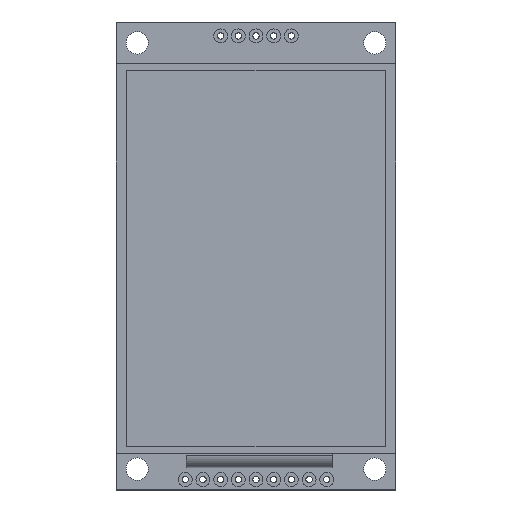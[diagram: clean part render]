
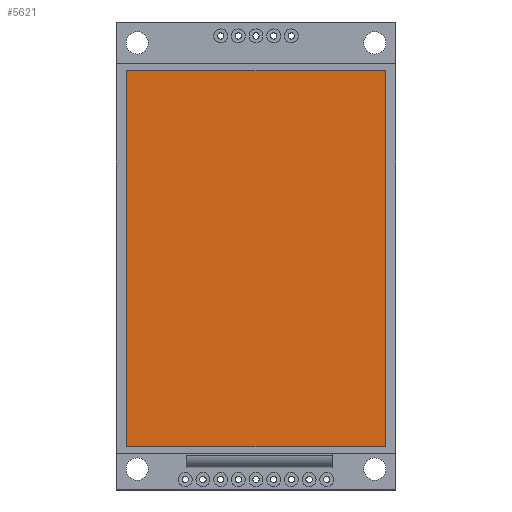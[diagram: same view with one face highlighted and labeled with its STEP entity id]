
A CAD part, top view. The second image highlights one B-rep face of the part: STEP entity #5621.
In plain terms, the highlighted planar face has unit normal (0, 0, 1).
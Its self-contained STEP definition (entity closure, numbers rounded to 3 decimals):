
#1955 = PLANE('',#1956);
#1956 = AXIS2_PLACEMENT_3D('',#1957,#1958,#1959);
#1957 = CARTESIAN_POINT('',(1.5,60.2,4.07));
#1958 = DIRECTION('',(0.,-1.,0.));
#1959 = DIRECTION('',(1.,0.,0.));
#1983 = PLANE('',#1984);
#1984 = AXIS2_PLACEMENT_3D('',#1985,#1986,#1987);
#1985 = CARTESIAN_POINT('',(1.5,6.2,4.07));
#1986 = DIRECTION('',(1.,0.,0.));
#1987 = DIRECTION('',(0.,1.,0.));
#2011 = PLANE('',#2012);
#2012 = AXIS2_PLACEMENT_3D('',#2013,#2014,#2015);
#2013 = CARTESIAN_POINT('',(38.6,6.2,4.07));
#2014 = DIRECTION('',(0.,1.,0.));
#2015 = DIRECTION('',(-1.,0.,0.));
#2037 = PLANE('',#2038);
#2038 = AXIS2_PLACEMENT_3D('',#2039,#2040,#2041);
#2039 = CARTESIAN_POINT('',(38.6,60.2,4.07));
#2040 = DIRECTION('',(-1.,0.,0.));
#2041 = DIRECTION('',(0.,-1.,0.));
#3418 = VERTEX_POINT('',#3419);
#3419 = CARTESIAN_POINT('',(1.5,60.2,3.97));
#3440 = EDGE_CURVE('',#3418,#3441,#3443,.T.);
#3441 = VERTEX_POINT('',#3442);
#3442 = CARTESIAN_POINT('',(38.6,60.2,3.97));
#3443 = SURFACE_CURVE('',#3444,(#3448,#3455),.PCURVE_S1.);
#3444 = LINE('',#3445,#3446);
#3445 = CARTESIAN_POINT('',(1.5,60.2,3.97));
#3446 = VECTOR('',#3447,1.);
#3447 = DIRECTION('',(1.,0.,0.));
#3448 = PCURVE('',#1955,#3449);
#3449 = DEFINITIONAL_REPRESENTATION('',(#3450),#3454);
#3450 = LINE('',#3451,#3452);
#3451 = CARTESIAN_POINT('',(0.,-0.1));
#3452 = VECTOR('',#3453,1.);
#3453 = DIRECTION('',(1.,0.));
#3454 = ( GEOMETRIC_REPRESENTATION_CONTEXT(2) 
PARAMETRIC_REPRESENTATION_CONTEXT() REPRESENTATION_CONTEXT('2D SPACE',''
  ) );
#3455 = PCURVE('',#3456,#3461);
#3456 = PLANE('',#3457);
#3457 = AXIS2_PLACEMENT_3D('',#3458,#3459,#3460);
#3458 = CARTESIAN_POINT('',(20.05,33.2,3.97));
#3459 = DIRECTION('',(-0.,-0.,-1.));
#3460 = DIRECTION('',(-1.,0.,0.));
#3461 = DEFINITIONAL_REPRESENTATION('',(#3462),#3466);
#3462 = LINE('',#3463,#3464);
#3463 = CARTESIAN_POINT('',(18.55,27.));
#3464 = VECTOR('',#3465,1.);
#3465 = DIRECTION('',(-1.,0.));
#3466 = ( GEOMETRIC_REPRESENTATION_CONTEXT(2) 
PARAMETRIC_REPRESENTATION_CONTEXT() REPRESENTATION_CONTEXT('2D SPACE',''
  ) );
#3494 = EDGE_CURVE('',#3441,#3495,#3497,.T.);
#3495 = VERTEX_POINT('',#3496);
#3496 = CARTESIAN_POINT('',(38.6,6.2,3.97));
#3497 = SURFACE_CURVE('',#3498,(#3502,#3509),.PCURVE_S1.);
#3498 = LINE('',#3499,#3500);
#3499 = CARTESIAN_POINT('',(38.6,60.2,3.97));
#3500 = VECTOR('',#3501,1.);
#3501 = DIRECTION('',(0.,-1.,0.));
#3502 = PCURVE('',#2037,#3503);
#3503 = DEFINITIONAL_REPRESENTATION('',(#3504),#3508);
#3504 = LINE('',#3505,#3506);
#3505 = CARTESIAN_POINT('',(0.,-0.1));
#3506 = VECTOR('',#3507,1.);
#3507 = DIRECTION('',(1.,0.));
#3508 = ( GEOMETRIC_REPRESENTATION_CONTEXT(2) 
PARAMETRIC_REPRESENTATION_CONTEXT() REPRESENTATION_CONTEXT('2D SPACE',''
  ) );
#3509 = PCURVE('',#3456,#3510);
#3510 = DEFINITIONAL_REPRESENTATION('',(#3511),#3515);
#3511 = LINE('',#3512,#3513);
#3512 = CARTESIAN_POINT('',(-18.55,27.));
#3513 = VECTOR('',#3514,1.);
#3514 = DIRECTION('',(0.,-1.));
#3515 = ( GEOMETRIC_REPRESENTATION_CONTEXT(2) 
PARAMETRIC_REPRESENTATION_CONTEXT() REPRESENTATION_CONTEXT('2D SPACE',''
  ) );
#3543 = EDGE_CURVE('',#3495,#3544,#3546,.T.);
#3544 = VERTEX_POINT('',#3545);
#3545 = CARTESIAN_POINT('',(1.5,6.2,3.97));
#3546 = SURFACE_CURVE('',#3547,(#3551,#3558),.PCURVE_S1.);
#3547 = LINE('',#3548,#3549);
#3548 = CARTESIAN_POINT('',(38.6,6.2,3.97));
#3549 = VECTOR('',#3550,1.);
#3550 = DIRECTION('',(-1.,0.,0.));
#3551 = PCURVE('',#2011,#3552);
#3552 = DEFINITIONAL_REPRESENTATION('',(#3553),#3557);
#3553 = LINE('',#3554,#3555);
#3554 = CARTESIAN_POINT('',(0.,-0.1));
#3555 = VECTOR('',#3556,1.);
#3556 = DIRECTION('',(1.,0.));
#3557 = ( GEOMETRIC_REPRESENTATION_CONTEXT(2) 
PARAMETRIC_REPRESENTATION_CONTEXT() REPRESENTATION_CONTEXT('2D SPACE',''
  ) );
#3558 = PCURVE('',#3456,#3559);
#3559 = DEFINITIONAL_REPRESENTATION('',(#3560),#3564);
#3560 = LINE('',#3561,#3562);
#3561 = CARTESIAN_POINT('',(-18.55,-27.));
#3562 = VECTOR('',#3563,1.);
#3563 = DIRECTION('',(1.,0.));
#3564 = ( GEOMETRIC_REPRESENTATION_CONTEXT(2) 
PARAMETRIC_REPRESENTATION_CONTEXT() REPRESENTATION_CONTEXT('2D SPACE',''
  ) );
#3592 = EDGE_CURVE('',#3544,#3418,#3593,.T.);
#3593 = SURFACE_CURVE('',#3594,(#3598,#3605),.PCURVE_S1.);
#3594 = LINE('',#3595,#3596);
#3595 = CARTESIAN_POINT('',(1.5,6.2,3.97));
#3596 = VECTOR('',#3597,1.);
#3597 = DIRECTION('',(0.,1.,0.));
#3598 = PCURVE('',#1983,#3599);
#3599 = DEFINITIONAL_REPRESENTATION('',(#3600),#3604);
#3600 = LINE('',#3601,#3602);
#3601 = CARTESIAN_POINT('',(0.,-0.1));
#3602 = VECTOR('',#3603,1.);
#3603 = DIRECTION('',(1.,0.));
#3604 = ( GEOMETRIC_REPRESENTATION_CONTEXT(2) 
PARAMETRIC_REPRESENTATION_CONTEXT() REPRESENTATION_CONTEXT('2D SPACE',''
  ) );
#3605 = PCURVE('',#3456,#3606);
#3606 = DEFINITIONAL_REPRESENTATION('',(#3607),#3611);
#3607 = LINE('',#3608,#3609);
#3608 = CARTESIAN_POINT('',(18.55,-27.));
#3609 = VECTOR('',#3610,1.);
#3610 = DIRECTION('',(0.,1.));
#3611 = ( GEOMETRIC_REPRESENTATION_CONTEXT(2) 
PARAMETRIC_REPRESENTATION_CONTEXT() REPRESENTATION_CONTEXT('2D SPACE',''
  ) );
#5621 = ADVANCED_FACE('',(#5622),#3456,.F.);
#5622 = FACE_BOUND('',#5623,.F.);
#5623 = EDGE_LOOP('',(#5624,#5625,#5626,#5627));
#5624 = ORIENTED_EDGE('',*,*,#3440,.T.);
#5625 = ORIENTED_EDGE('',*,*,#3494,.T.);
#5626 = ORIENTED_EDGE('',*,*,#3543,.T.);
#5627 = ORIENTED_EDGE('',*,*,#3592,.T.);
